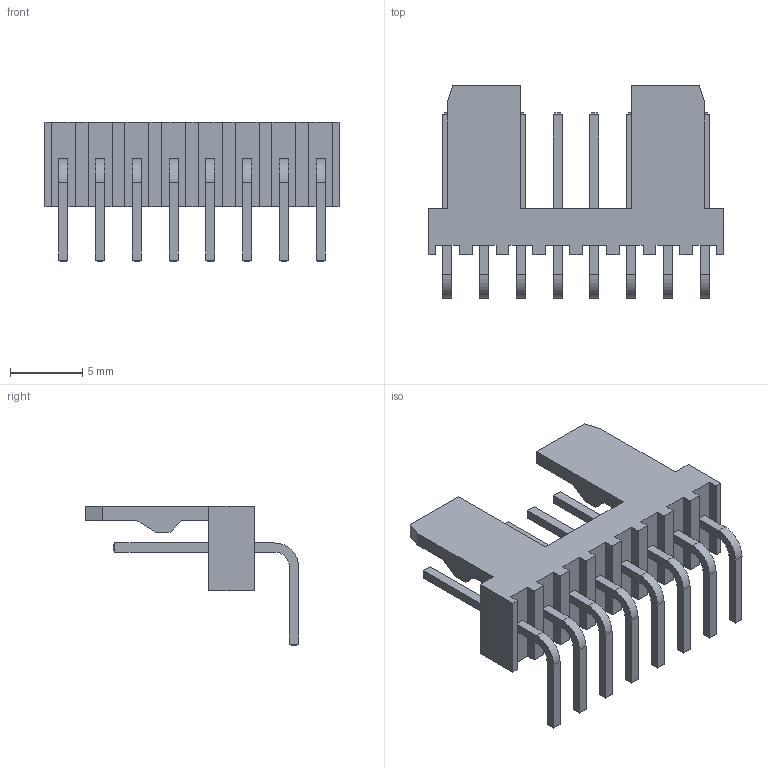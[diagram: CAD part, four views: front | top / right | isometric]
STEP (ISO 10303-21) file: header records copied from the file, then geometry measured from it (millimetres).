
FILE_DESCRIPTION(/* description */ (''),/* implementation_level */ '2;1');
FILE_NAME(/* name */ '22-05-7088-recenter.stp',/* time_stamp */ '2020-04-12T19:30:26-04:00',/* author */ ('huesof'),/* organization */ (''),/* preprocessor_version */ 'ST-DEVELOPER v18',/* originating_system */ 'Autodesk Inventor 2020',/* authorisation */ '');
FILE_SCHEMA (('AUTOMOTIVE_DESIGN { 1 0 10303 214 3 1 1 }'));
Length unit declared in the file: millimetre
Products named in the file (1): 22-05-7088-recenter
Bounding box: 20.32 x 14.72 x 9.65 mm (x, y, z)
Volume: 474.6 mm3; surface area: 1023 mm2
Topology: 1 solids, 1 shells, 267 faces, 662 edges, 420 vertices
Faces by surface type: plane 251, cylinder 16
Entity records: 7737 total; most frequent: CARTESIAN_POINT 1350, ORIENTED_EDGE 1324, DIRECTION 1230, EDGE_CURVE 662, LINE 630, VECTOR 630, VERTEX_POINT 420, AXIS2_PLACEMENT_3D 300
